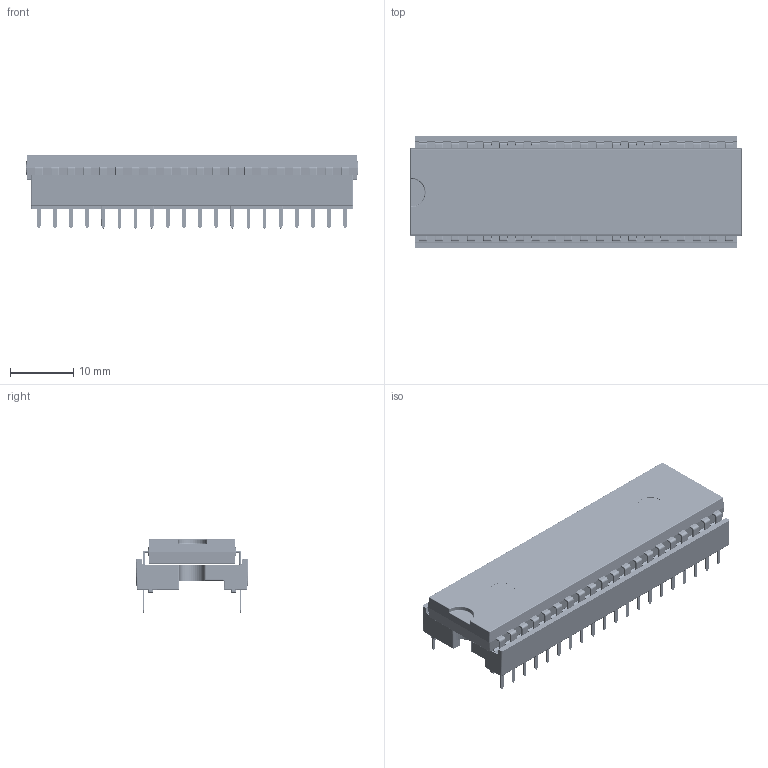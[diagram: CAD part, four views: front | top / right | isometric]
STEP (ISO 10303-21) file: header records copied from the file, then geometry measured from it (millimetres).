
FILE_DESCRIPTION(/* description */ (''),/* implementation_level */ '2;1');
FILE_NAME(/* name */ 'DIP-40 W15.24mm IC with Socket.stp',/* time_stamp */ '2019-09-26T08:52:20+02:00',/* author */ ('PCB-Tech'),/* organization */ (''),/* preprocessor_version */ 'ST-DEVELOPER v17.2',/* originating_system */ 'Autodesk Inventor 2019',/* authorisation */ '');
FILE_SCHEMA (('AUTOMOTIVE_DESIGN { 1 0 10303 214 3 1 1 }'));
Length unit declared in the file: millimetre
Products named in the file (6): DIP-48 W15.24mm IC Socket; Stamped Dual Wipe Contact for DIP Sockets; Body DIP-48 Socket; DIP-40 W15.24mm Package; DIP-40 W15.24; IC Beinchen
Assembly tree (83 placements, depth 3):
  DIP-48 W15.24mm IC Socket
    Stamped Dual Wipe Contact for DIP Sockets  x40
    Body DIP-48 Socket
    DIP-40 W15.24mm Package
      IC Beinchen  x40
      DIP-40 W15.24
Bounding box: 52.3 x 17.78 x 11.51 mm (x, y, z)
Volume: 4251.6 mm3; surface area: 7565.2 mm2
Topology: 82 solids, 82 shells, 15475 faces, 37602 edges, 22571 vertices
Faces by surface type: plane 4852, cylinder 4473, bspline 3570, torus 2005, sphere 575
Full cylindrical faces by diameter (mm): 4 x4
Entity records: 54342 total; most frequent: CARTESIAN_POINT 16058, ORIENTED_EDGE 8190, DIRECTION 7519, EDGE_CURVE 4095, LINE 3159, VECTOR 3159, VERTEX_POINT 2641, AXIS2_PLACEMENT_3D 2180
